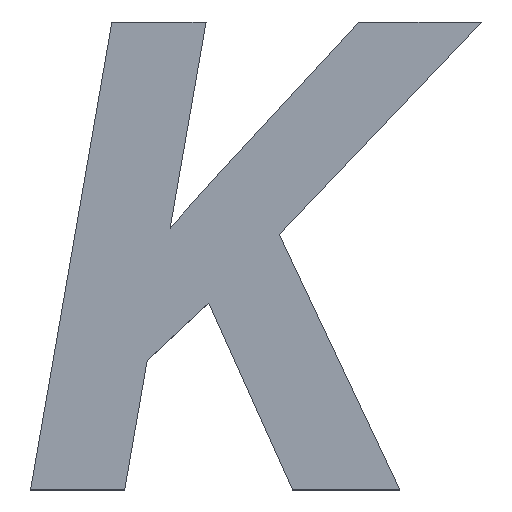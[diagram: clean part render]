
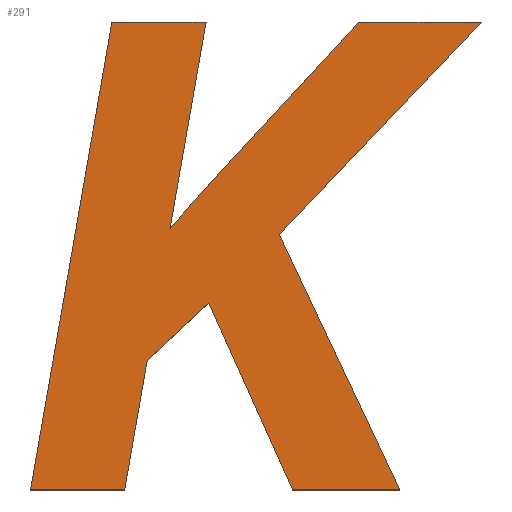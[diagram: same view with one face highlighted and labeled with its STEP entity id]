
A CAD part, top view. The second image highlights one B-rep face of the part: STEP entity #291.
In plain terms, the highlighted planar face has unit normal (0, 0, 1).
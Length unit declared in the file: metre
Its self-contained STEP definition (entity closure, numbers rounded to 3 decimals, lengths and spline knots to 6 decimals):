
#73=ORIENTED_EDGE('',*,*,#104,.F.);
#74=ORIENTED_EDGE('',*,*,#107,.F.);
#75=ORIENTED_EDGE('',*,*,#109,.F.);
#76=ORIENTED_EDGE('',*,*,#111,.F.);
#77=ORIENTED_EDGE('',*,*,#113,.F.);
#78=ORIENTED_EDGE('',*,*,#115,.F.);
#79=ORIENTED_EDGE('',*,*,#117,.F.);
#80=ORIENTED_EDGE('',*,*,#119,.F.);
#81=ORIENTED_EDGE('',*,*,#121,.F.);
#82=ORIENTED_EDGE('',*,*,#123,.F.);
#83=ORIENTED_EDGE('',*,*,#125,.F.);
#84=ORIENTED_EDGE('',*,*,#127,.F.);
#85=ORIENTED_EDGE('',*,*,#128,.F.);
#104=EDGE_CURVE('',#142,#143,#169,.T.);
#107=EDGE_CURVE('',#144,#142,#172,.T.);
#109=EDGE_CURVE('',#145,#144,#174,.T.);
#111=EDGE_CURVE('',#146,#145,#176,.T.);
#113=EDGE_CURVE('',#147,#146,#178,.T.);
#115=EDGE_CURVE('',#148,#147,#180,.T.);
#117=EDGE_CURVE('',#149,#148,#182,.T.);
#119=EDGE_CURVE('',#150,#149,#184,.T.);
#121=EDGE_CURVE('',#151,#150,#186,.T.);
#123=EDGE_CURVE('',#152,#151,#188,.T.);
#125=EDGE_CURVE('',#153,#152,#190,.T.);
#127=EDGE_CURVE('',#154,#153,#192,.T.);
#128=EDGE_CURVE('',#143,#154,#193,.T.);
#142=VERTEX_POINT('',#422);
#143=VERTEX_POINT('',#424);
#144=VERTEX_POINT('',#428);
#145=VERTEX_POINT('',#432);
#146=VERTEX_POINT('',#436);
#147=VERTEX_POINT('',#440);
#148=VERTEX_POINT('',#444);
#149=VERTEX_POINT('',#448);
#150=VERTEX_POINT('',#452);
#151=VERTEX_POINT('',#456);
#152=VERTEX_POINT('',#460);
#153=VERTEX_POINT('',#464);
#154=VERTEX_POINT('',#468);
#169=LINE('',#423,#208);
#172=LINE('',#429,#211);
#174=LINE('',#433,#213);
#176=LINE('',#437,#215);
#178=LINE('',#441,#217);
#180=LINE('',#445,#219);
#182=LINE('',#449,#221);
#184=LINE('',#453,#223);
#186=LINE('',#457,#225);
#188=LINE('',#461,#227);
#190=LINE('',#465,#229);
#192=LINE('',#469,#231);
#193=LINE('',#471,#232);
#208=VECTOR('',#341,1.);
#211=VECTOR('',#346,1.);
#213=VECTOR('',#350,1.);
#215=VECTOR('',#354,1.);
#217=VECTOR('',#358,1.);
#219=VECTOR('',#362,1.);
#221=VECTOR('',#366,1.);
#223=VECTOR('',#370,1.);
#225=VECTOR('',#374,1.);
#227=VECTOR('',#378,1.);
#229=VECTOR('',#382,1.);
#231=VECTOR('',#386,1.);
#232=VECTOR('',#389,1.);
#246=EDGE_LOOP('',(#73,#74,#75,#76,#77,#78,#79,#80,#81,#82,#83,#84,#85));
#261=FACE_BOUND('',#246,.T.);
#276=PLANE('',#319);
#291=ADVANCED_FACE('',(#261),#276,.T.);
#319=AXIS2_PLACEMENT_3D('',#470,#387,#388);
#341=DIRECTION('',(-0.733,-0.68,0.));
#346=DIRECTION('',(-0.409,0.913,0.));
#350=DIRECTION('',(-1.,0.,0.));
#354=DIRECTION('',(0.427,-0.904,0.));
#358=DIRECTION('',(-0.689,-0.725,0.));
#362=DIRECTION('',(1.,0.,0.));
#366=DIRECTION('',(0.679,0.735,0.));
#370=DIRECTION('',(0.664,0.748,0.));
#374=DIRECTION('',(-0.172,-0.985,0.));
#378=DIRECTION('',(1.,0.,0.));
#382=DIRECTION('',(0.171,0.985,0.));
#386=DIRECTION('',(-1.,0.,0.));
#387=DIRECTION('',(0.,0.,1.));
#388=DIRECTION('',(1.,0.,0.));
#389=DIRECTION('',(-0.171,-0.985,0.));
#422=CARTESIAN_POINT('',(0.194028,-0.064291,0.0012));
#423=CARTESIAN_POINT('',(0.193651,-0.06464,0.0012));
#424=CARTESIAN_POINT('',(0.193274,-0.06499,0.0012));
#428=CARTESIAN_POINT('',(0.195049,-0.066573,0.0012));
#429=CARTESIAN_POINT('',(0.194538,-0.065432,0.0012));
#432=CARTESIAN_POINT('',(0.19636,-0.066573,0.0012));
#433=CARTESIAN_POINT('',(0.195705,-0.066573,0.0012));
#436=CARTESIAN_POINT('',(0.194887,-0.063455,0.0012));
#437=CARTESIAN_POINT('',(0.195624,-0.065014,0.0012));
#440=CARTESIAN_POINT('',(0.197358,-0.060855,0.0012));
#441=CARTESIAN_POINT('',(0.196122,-0.062155,0.0012));
#444=CARTESIAN_POINT('',(0.195857,-0.060855,0.0012));
#445=CARTESIAN_POINT('',(0.196607,-0.060855,0.0012));
#448=CARTESIAN_POINT('',(0.194138,-0.062716,0.0012));
#449=CARTESIAN_POINT('',(0.194998,-0.061785,0.0012));
#452=CARTESIAN_POINT('',(0.193553,-0.063376,0.0012));
#453=CARTESIAN_POINT('',(0.193845,-0.063046,0.0012));
#456=CARTESIAN_POINT('',(0.193992,-0.060855,0.0012));
#457=CARTESIAN_POINT('',(0.193773,-0.062115,0.0012));
#460=CARTESIAN_POINT('',(0.192841,-0.060855,0.0012));
#461=CARTESIAN_POINT('',(0.193417,-0.060855,0.0012));
#464=CARTESIAN_POINT('',(0.191849,-0.066573,0.0012));
#465=CARTESIAN_POINT('',(0.192345,-0.063714,0.0012));
#468=CARTESIAN_POINT('',(0.192998,-0.066573,0.0012));
#469=CARTESIAN_POINT('',(0.192424,-0.066573,0.0012));
#470=CARTESIAN_POINT('',(0.07858,-0.042385,0.0012));
#471=CARTESIAN_POINT('',(0.193136,-0.065782,0.0012));
